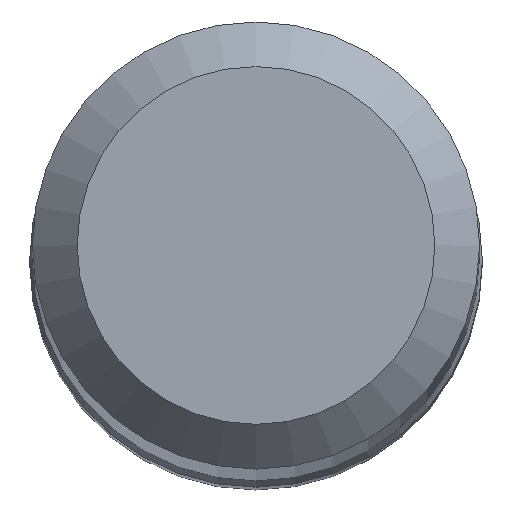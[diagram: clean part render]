
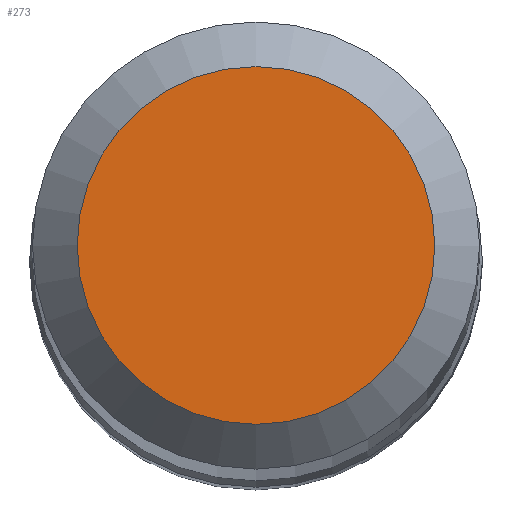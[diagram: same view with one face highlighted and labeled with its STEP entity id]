
A CAD part, top view. The second image highlights one B-rep face of the part: STEP entity #273.
In plain terms, the highlighted planar face has unit normal (0, 0, 1).
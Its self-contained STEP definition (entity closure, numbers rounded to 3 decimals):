
#14 = DIRECTION ( 'NONE',  ( 0., 0., 1. ) ) ;
#51 = DIRECTION ( 'NONE',  ( 0., -1., 0. ) ) ;
#69 = EDGE_CURVE ( 'NONE', #104, #104, #221, .T. ) ;
#74 = AXIS2_PLACEMENT_3D ( 'NONE', #138, #143, #278 ) ;
#86 = CARTESIAN_POINT ( 'NONE',  ( 0., 1.2, 70. ) ) ;
#104 = VERTEX_POINT ( 'NONE', #86 ) ;
#113 = ORIENTED_EDGE ( 'NONE', *, *, #69, .F. ) ;
#127 = PLANE ( 'NONE',  #283 ) ;
#138 = CARTESIAN_POINT ( 'NONE',  ( 0., 0., 70. ) ) ;
#143 = DIRECTION ( 'NONE',  ( 0., 0., -1. ) ) ;
#194 = CARTESIAN_POINT ( 'NONE',  ( 0., 0., 70. ) ) ;
#208 = EDGE_LOOP ( 'NONE', ( #113 ) ) ;
#217 = FACE_OUTER_BOUND ( 'NONE', #208, .T. ) ;
#221 = CIRCLE ( 'NONE', #74, 1.2 ) ;
#273 = ADVANCED_FACE ( 'NONE', ( #217 ), #127, .T. ) ;
#278 = DIRECTION ( 'NONE',  ( 0., 1., 0. ) ) ;
#283 = AXIS2_PLACEMENT_3D ( 'NONE', #194, #14, #51 ) ;
